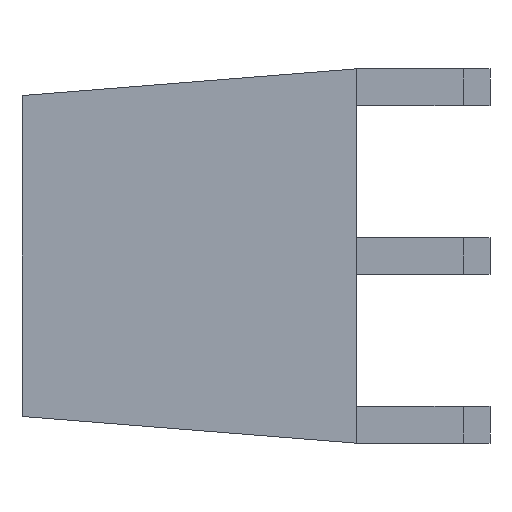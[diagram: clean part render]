
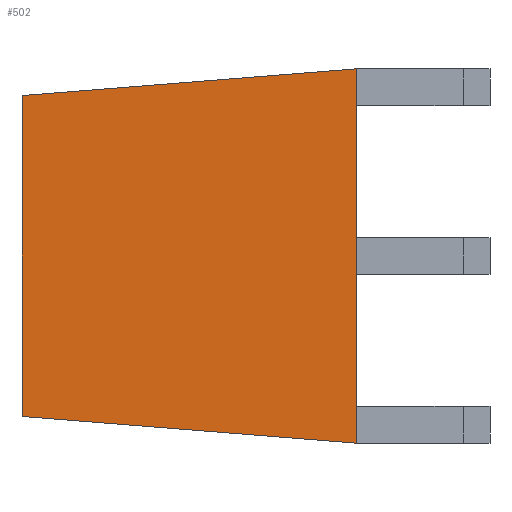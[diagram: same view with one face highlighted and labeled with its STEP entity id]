
A CAD part, left-side view. The second image highlights one B-rep face of the part: STEP entity #502.
In plain terms, the highlighted planar face has unit normal (-1, 0.01, 0).
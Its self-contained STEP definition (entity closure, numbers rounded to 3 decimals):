
#41 = EDGE_CURVE ( 'NONE', #1200, #1238, #227, .T. ) ;
#76 = CARTESIAN_POINT ( 'NONE',  ( -1.2, 0., -2.8 ) ) ;
#107 = VERTEX_POINT ( 'NONE', #1305 ) ;
#120 = ORIENTED_EDGE ( 'NONE', *, *, #933, .T. ) ;
#165 = VECTOR ( 'NONE', #384, 1000. ) ;
#167 = CARTESIAN_POINT ( 'NONE',  ( -1.2, 0.012, 0. ) ) ;
#201 = LINE ( 'NONE', #481, #165 ) ;
#221 = LINE ( 'NONE', #779, #926 ) ;
#227 = LINE ( 'NONE', #266, #1219 ) ;
#266 = CARTESIAN_POINT ( 'NONE',  ( -1.15, 5., -2.4 ) ) ;
#301 = EDGE_CURVE ( 'NONE', #1238, #580, #201, .T. ) ;
#376 = PLANE ( 'NONE',  #1044 ) ;
#384 = DIRECTION ( 'NONE',  ( 0., 0., 1. ) ) ;
#479 = DIRECTION ( 'NONE',  ( -0.01, -0.997, -0.08 ) ) ;
#480 = DIRECTION ( 'NONE',  ( -0.01, -1., 0. ) ) ;
#481 = CARTESIAN_POINT ( 'NONE',  ( -1.2, 0., 0. ) ) ;
#502 = ADVANCED_FACE ( 'NONE', ( #618 ), #376, .T. ) ;
#520 = LINE ( 'NONE', #1129, #848 ) ;
#580 = VERTEX_POINT ( 'NONE', #895 ) ;
#618 = FACE_OUTER_BOUND ( 'NONE', #682, .T. ) ;
#644 = ORIENTED_EDGE ( 'NONE', *, *, #772, .T. ) ;
#673 = DIRECTION ( 'NONE',  ( 0., 0., -1. ) ) ;
#682 = EDGE_LOOP ( 'NONE', ( #950, #1140, #120, #644 ) ) ;
#772 = EDGE_CURVE ( 'NONE', #107, #1200, #221, .T. ) ;
#779 = CARTESIAN_POINT ( 'NONE',  ( -1.15, 5., 0. ) ) ;
#848 = VECTOR ( 'NONE', #1000, 1000. ) ;
#872 = CARTESIAN_POINT ( 'NONE',  ( -1.15, 5., -2.4 ) ) ;
#895 = CARTESIAN_POINT ( 'NONE',  ( -1.2, 0., 2.8 ) ) ;
#926 = VECTOR ( 'NONE', #673, 1000. ) ;
#933 = EDGE_CURVE ( 'NONE', #580, #107, #520, .T. ) ;
#950 = ORIENTED_EDGE ( 'NONE', *, *, #41, .T. ) ;
#1000 = DIRECTION ( 'NONE',  ( 0.01, 0.997, -0.08 ) ) ;
#1044 = AXIS2_PLACEMENT_3D ( 'NONE', #167, #1112, #480 ) ;
#1112 = DIRECTION ( 'NONE',  ( -1., 0.01, 0. ) ) ;
#1129 = CARTESIAN_POINT ( 'NONE',  ( -1.2, 0., 2.8 ) ) ;
#1140 = ORIENTED_EDGE ( 'NONE', *, *, #301, .T. ) ;
#1200 = VERTEX_POINT ( 'NONE', #872 ) ;
#1219 = VECTOR ( 'NONE', #479, 1000. ) ;
#1238 = VERTEX_POINT ( 'NONE', #76 ) ;
#1305 = CARTESIAN_POINT ( 'NONE',  ( -1.15, 5., 2.4 ) ) ;
